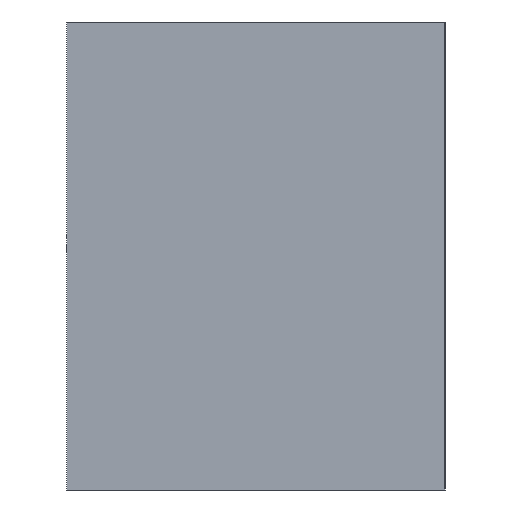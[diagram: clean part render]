
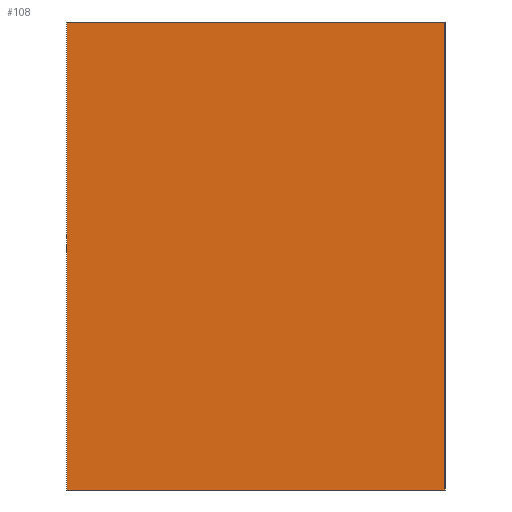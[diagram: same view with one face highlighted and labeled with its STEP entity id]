
A CAD part, left-side view. The second image highlights one B-rep face of the part: STEP entity #108.
In plain terms, the highlighted planar face has unit normal (-1, 0, 0).
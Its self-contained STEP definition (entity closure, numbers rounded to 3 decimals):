
#5 = DIRECTION ( 'NONE',  ( 0., 0., 1. ) ) ;
#9 = CARTESIAN_POINT ( 'NONE',  ( -2.18, -0.05, -1.3 ) ) ;
#19 = CARTESIAN_POINT ( 'NONE',  ( -2.18, 2.05, -1.3 ) ) ;
#37 = VERTEX_POINT ( 'NONE', #19 ) ;
#44 = ORIENTED_EDGE ( 'NONE', *, *, #201, .F. ) ;
#49 = VECTOR ( 'NONE', #5, 1000. ) ;
#60 = CARTESIAN_POINT ( 'NONE',  ( -2.18, 0., 0. ) ) ;
#74 = ORIENTED_EDGE ( 'NONE', *, *, #427, .F. ) ;
#108 = ADVANCED_FACE ( 'NONE', ( #261 ), #109, .T. ) ;
#109 = PLANE ( 'NONE',  #191 ) ;
#166 = LINE ( 'NONE', #435, #505 ) ;
#172 = VERTEX_POINT ( 'NONE', #190 ) ;
#185 = DIRECTION ( 'NONE',  ( -1., 0., 0. ) ) ;
#190 = CARTESIAN_POINT ( 'NONE',  ( -2.18, 2.05, 1.3 ) ) ;
#191 = AXIS2_PLACEMENT_3D ( 'NONE', #60, #185, #372 ) ;
#201 = EDGE_CURVE ( 'NONE', #369, #410, #430, .T. ) ;
#204 = EDGE_LOOP ( 'NONE', ( #74, #322, #349, #44 ) ) ;
#261 = FACE_OUTER_BOUND ( 'NONE', #204, .T. ) ;
#278 = CARTESIAN_POINT ( 'NONE',  ( -2.18, -0.05, 1.3 ) ) ;
#286 = CARTESIAN_POINT ( 'NONE',  ( -2.18, 2.05, -1.3 ) ) ;
#318 = VECTOR ( 'NONE', #515, 1000. ) ;
#322 = ORIENTED_EDGE ( 'NONE', *, *, #420, .F. ) ;
#336 = VECTOR ( 'NONE', #445, 1000. ) ;
#349 = ORIENTED_EDGE ( 'NONE', *, *, #434, .F. ) ;
#356 = CARTESIAN_POINT ( 'NONE',  ( -2.18, -0.05, -1.3 ) ) ;
#364 = LINE ( 'NONE', #9, #336 ) ;
#369 = VERTEX_POINT ( 'NONE', #278 ) ;
#372 = DIRECTION ( 'NONE',  ( 0., 0., -1. ) ) ;
#383 = CARTESIAN_POINT ( 'NONE',  ( -2.18, -0.05, 1.3 ) ) ;
#410 = VERTEX_POINT ( 'NONE', #356 ) ;
#420 = EDGE_CURVE ( 'NONE', #37, #172, #491, .T. ) ;
#427 = EDGE_CURVE ( 'NONE', #172, #369, #166, .T. ) ;
#430 = LINE ( 'NONE', #383, #318 ) ;
#434 = EDGE_CURVE ( 'NONE', #410, #37, #364, .T. ) ;
#435 = CARTESIAN_POINT ( 'NONE',  ( -2.18, 2.05, 1.3 ) ) ;
#445 = DIRECTION ( 'NONE',  ( 0., 1., 0. ) ) ;
#448 = DIRECTION ( 'NONE',  ( 0., -1., 0. ) ) ;
#491 = LINE ( 'NONE', #286, #49 ) ;
#505 = VECTOR ( 'NONE', #448, 1000. ) ;
#515 = DIRECTION ( 'NONE',  ( 0., 0., -1. ) ) ;
